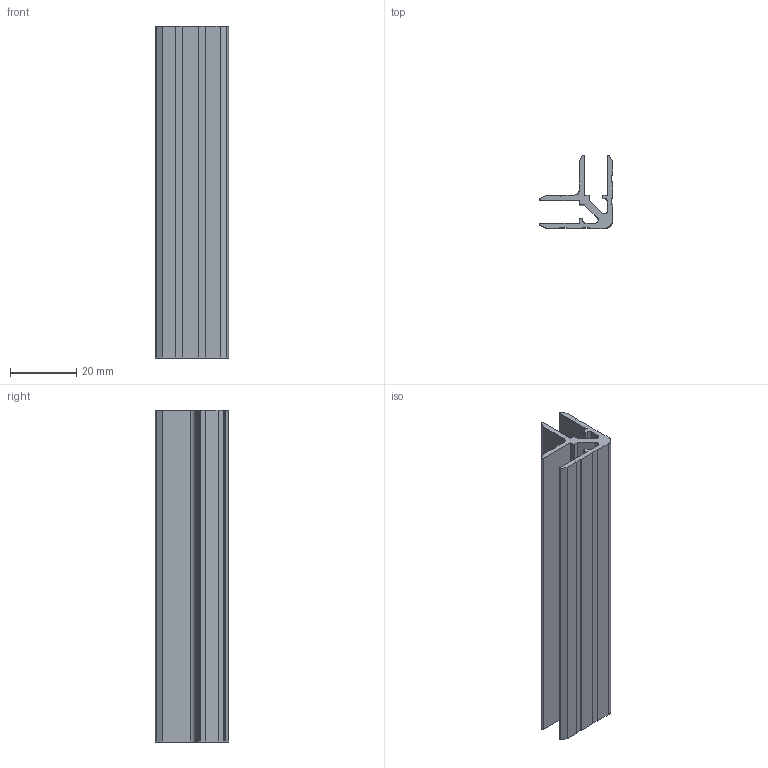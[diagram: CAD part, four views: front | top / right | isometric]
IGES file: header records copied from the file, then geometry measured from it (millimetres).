
Start section: SolidWorks IGES file using analytic representation for surfaces
Global section: file name: 6129.IGS; native system: SolidWorks 2010; preprocessor: SolidWorks 2010; author: martinb; date: 100819.162914; units: millimetre
Bounding box: 22 x 22 x 100 mm (x, y, z)
Surface area: 15703.9 mm2 (no closed solid volume)
Topology: 0 solids, 0 shells, 59 faces, 545 edges, 600 vertices
Faces by surface type: bspline 45, revolution 14
